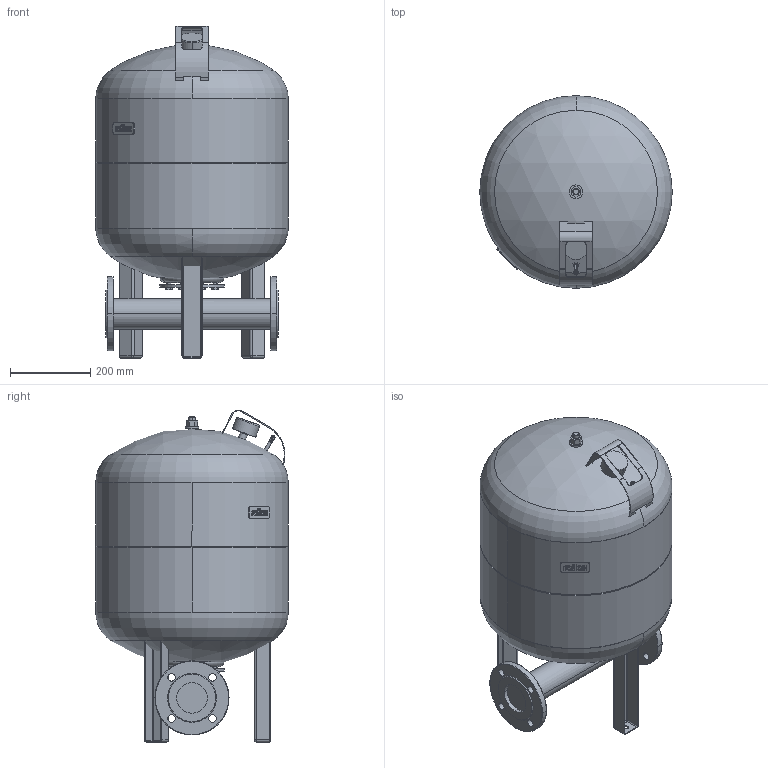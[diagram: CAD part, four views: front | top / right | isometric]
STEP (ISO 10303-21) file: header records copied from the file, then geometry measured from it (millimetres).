
FILE_DESCRIPTION((''),'2;1');
FILE_NAME('3d_DT5100_10bar-7365405.stp','2009-12-29T14:05:24',(''),(''),'Mechanical Desktop 2008','Mechanical Desktop 2008',', , ');
FILE_SCHEMA(('CONFIG_CONTROL_DESIGN'));
Length unit declared in the file: millimetre
Products named in the file (1): Product
Bounding box: 480 x 480 x 828.22 mm (x, y, z)
Volume: 93810618.9 mm3; surface area: 2346900.7 mm2
Topology: 23 solids, 23 shells, 533 faces, 1221 edges, 761 vertices
Faces by surface type: plane 226, cylinder 189, cone 50, bspline 34, torus 24, sphere 10
Entity records: 16277 total; most frequent: CARTESIAN_POINT 3825, DIRECTION 2732, ORIENTED_EDGE 2418, EDGE_CURVE 1209, AXIS2_PLACEMENT_3D 1030, VERTEX_POINT 761, VECTOR 672, LINE 672
